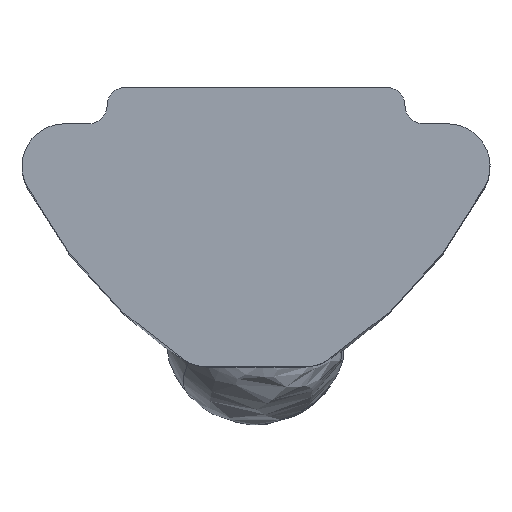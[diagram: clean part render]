
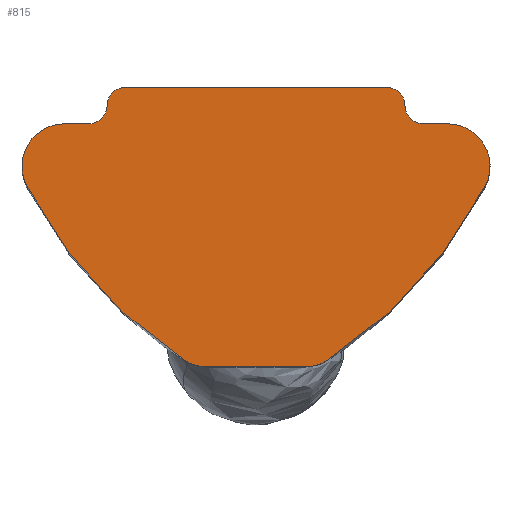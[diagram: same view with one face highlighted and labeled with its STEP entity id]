
A CAD part, top view. The second image highlights one B-rep face of the part: STEP entity #815.
In plain terms, the highlighted planar face has unit normal (0, 0, 1).
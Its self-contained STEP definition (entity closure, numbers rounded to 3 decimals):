
#10 = ORIENTED_EDGE ( 'NONE', *, *, #808, .T. ) ;
#19 = CARTESIAN_POINT ( 'NONE',  ( -2.15, 0., 12. ) ) ;
#60 = CARTESIAN_POINT ( 'NONE',  ( -3.15, -1.3, 12. ) ) ;
#83 = CARTESIAN_POINT ( 'NONE',  ( 3.15, -1.3, 12. ) ) ;
#92 = DIRECTION ( 'NONE',  ( 0., 0., -1. ) ) ;
#106 = CARTESIAN_POINT ( 'NONE',  ( 2.45, -0.6, 12. ) ) ;
#141 = CARTESIAN_POINT ( 'NONE',  ( 3.773, -1.62, 12. ) ) ;
#244 = DIRECTION ( 'NONE',  ( -1., 0., 0. ) ) ;
#269 = DIRECTION ( 'NONE',  ( -1., 0., 0. ) ) ;
#283 = ORIENTED_EDGE ( 'NONE', *, *, #1693, .F. ) ;
#290 = ORIENTED_EDGE ( 'NONE', *, *, #1476, .F. ) ;
#294 = DIRECTION ( 'NONE',  ( 0., 0., -1. ) ) ;
#322 = EDGE_CURVE ( 'NONE', #1287, #1350, #1567, .T. ) ;
#341 = VERTEX_POINT ( 'NONE', #547 ) ;
#346 = VERTEX_POINT ( 'NONE', #1945 ) ;
#372 = EDGE_CURVE ( 'NONE', #1603, #984, #2008, .T. ) ;
#377 = CARTESIAN_POINT ( 'NONE',  ( 0.799, -4.6, 12. ) ) ;
#412 = EDGE_CURVE ( 'NONE', #346, #1603, #475, .T. ) ;
#428 = CIRCLE ( 'NONE', #1887, 0.3 ) ;
#447 = LINE ( 'NONE', #2024, #786 ) ;
#449 = CARTESIAN_POINT ( 'NONE',  ( -2.899, 1.807, 12. ) ) ;
#470 = VERTEX_POINT ( 'NONE', #2106 ) ;
#475 = CIRCLE ( 'NONE', #1948, 0.7 ) ;
#477 = DIRECTION ( 'NONE',  ( 0., 0., -1. ) ) ;
#493 = VECTOR ( 'NONE', #976, 1000. ) ;
#506 = DIRECTION ( 'NONE',  ( 0., 0., -1. ) ) ;
#529 = DIRECTION ( 'NONE',  ( -1., 0., 0. ) ) ;
#534 = EDGE_LOOP ( 'NONE', ( #1879, #833, #290, #1331, #873, #556, #611, #1354, #1216, #10, #1440, #283, #1427, #1047, #2108 ) ) ;
#536 = EDGE_CURVE ( 'NONE', #714, #346, #447, .T. ) ;
#547 = CARTESIAN_POINT ( 'NONE',  ( -2.45, -0.3, 12. ) ) ;
#556 = ORIENTED_EDGE ( 'NONE', *, *, #1711, .F. ) ;
#576 = DIRECTION ( 'NONE',  ( 0., 0., -1. ) ) ;
#611 = ORIENTED_EDGE ( 'NONE', *, *, #2013, .T. ) ;
#612 = VERTEX_POINT ( 'NONE', #896 ) ;
#613 = DIRECTION ( 'NONE',  ( -1., 0., 0. ) ) ;
#615 = CARTESIAN_POINT ( 'NONE',  ( 0.799, -3.9, 12. ) ) ;
#618 = CARTESIAN_POINT ( 'NONE',  ( -1.179, -4.487, 12. ) ) ;
#660 = CARTESIAN_POINT ( 'NONE',  ( 2.75, -0.3, 12. ) ) ;
#714 = VERTEX_POINT ( 'NONE', #377 ) ;
#731 = DIRECTION ( 'NONE',  ( 0., 0., -1. ) ) ;
#740 = FACE_OUTER_BOUND ( 'NONE', #534, .T. ) ;
#754 = CIRCLE ( 'NONE', #779, 0.7 ) ;
#763 = VECTOR ( 'NONE', #777, 1000. ) ;
#777 = DIRECTION ( 'NONE',  ( -1., 0., 0. ) ) ;
#779 = AXIS2_PLACEMENT_3D ( 'NONE', #83, #1270, #269 ) ;
#786 = VECTOR ( 'NONE', #801, 1000. ) ;
#790 = DIRECTION ( 'NONE',  ( -1., 0., 0. ) ) ;
#801 = DIRECTION ( 'NONE',  ( -1., 0., 0. ) ) ;
#808 = EDGE_CURVE ( 'NONE', #612, #1350, #1168, .T. ) ;
#815 = ADVANCED_FACE ( 'NONE', ( #740 ), #1119, .F. ) ;
#833 = ORIENTED_EDGE ( 'NONE', *, *, #1572, .F. ) ;
#834 = DIRECTION ( 'NONE',  ( 1., 0., 0. ) ) ;
#869 = EDGE_CURVE ( 'NONE', #470, #926, #428, .T. ) ;
#873 = ORIENTED_EDGE ( 'NONE', *, *, #869, .T. ) ;
#882 = VECTOR ( 'NONE', #953, 1000. ) ;
#892 = AXIS2_PLACEMENT_3D ( 'NONE', #1106, #92, #1278 ) ;
#896 = CARTESIAN_POINT ( 'NONE',  ( -2.75, -0.6, 12. ) ) ;
#926 = VERTEX_POINT ( 'NONE', #1868 ) ;
#937 = CIRCLE ( 'NONE', #1696, 0.7 ) ;
#953 = DIRECTION ( 'NONE',  ( -1., 0., 0. ) ) ;
#958 = AXIS2_PLACEMENT_3D ( 'NONE', #60, #1254, #244 ) ;
#976 = DIRECTION ( 'NONE',  ( -1., 0., 0. ) ) ;
#984 = VERTEX_POINT ( 'NONE', #1121 ) ;
#986 = EDGE_CURVE ( 'NONE', #2042, #714, #937, .T. ) ;
#999 = EDGE_CURVE ( 'NONE', #1824, #470, #1347, .T. ) ;
#1014 = CARTESIAN_POINT ( 'NONE',  ( 2.899, 1.807, 12. ) ) ;
#1018 = CIRCLE ( 'NONE', #958, 0.7 ) ;
#1022 = CIRCLE ( 'NONE', #2049, 0.3 ) ;
#1038 = CARTESIAN_POINT ( 'NONE',  ( 2.15, 0., 12. ) ) ;
#1047 = ORIENTED_EDGE ( 'NONE', *, *, #412, .F. ) ;
#1077 = AXIS2_PLACEMENT_3D ( 'NONE', #1576, #576, #1749 ) ;
#1106 = CARTESIAN_POINT ( 'NONE',  ( -2.75, -0.3, 12. ) ) ;
#1119 = PLANE ( 'NONE',  #1335 ) ;
#1121 = CARTESIAN_POINT ( 'NONE',  ( -3.773, -1.62, 12. ) ) ;
#1122 = AXIS2_PLACEMENT_3D ( 'NONE', #449, #1613, #613 ) ;
#1168 = LINE ( 'NONE', #1927, #763 ) ;
#1216 = ORIENTED_EDGE ( 'NONE', *, *, #1545, .T. ) ;
#1217 = CARTESIAN_POINT ( 'NONE',  ( -0.799, -3.9, 12. ) ) ;
#1218 = CIRCLE ( 'NONE', #892, 0.3 ) ;
#1254 = DIRECTION ( 'NONE',  ( 0., 0., -1. ) ) ;
#1270 = DIRECTION ( 'NONE',  ( 0., 0., -1. ) ) ;
#1275 = VERTEX_POINT ( 'NONE', #1038 ) ;
#1276 = VERTEX_POINT ( 'NONE', #19 ) ;
#1278 = DIRECTION ( 'NONE',  ( 1., 0., 0. ) ) ;
#1287 = VERTEX_POINT ( 'NONE', #1404 ) ;
#1296 = CARTESIAN_POINT ( 'NONE',  ( 3.15, -1.3, 12. ) ) ;
#1321 = DIRECTION ( 'NONE',  ( 0., 0., -1. ) ) ;
#1326 = CARTESIAN_POINT ( 'NONE',  ( 1.179, -4.487, 12. ) ) ;
#1331 = ORIENTED_EDGE ( 'NONE', *, *, #999, .T. ) ;
#1335 = AXIS2_PLACEMENT_3D ( 'NONE', #1296, #294, #1462 ) ;
#1347 = LINE ( 'NONE', #106, #882 ) ;
#1350 = VERTEX_POINT ( 'NONE', #1554 ) ;
#1352 = EDGE_CURVE ( 'NONE', #341, #1276, #1022, .T. ) ;
#1354 = ORIENTED_EDGE ( 'NONE', *, *, #1352, .F. ) ;
#1404 = CARTESIAN_POINT ( 'NONE',  ( -3.85, -1.3, 12. ) ) ;
#1427 = ORIENTED_EDGE ( 'NONE', *, *, #372, .F. ) ;
#1440 = ORIENTED_EDGE ( 'NONE', *, *, #322, .F. ) ;
#1462 = DIRECTION ( 'NONE',  ( -1., 0., 0. ) ) ;
#1476 = EDGE_CURVE ( 'NONE', #1824, #2064, #754, .T. ) ;
#1545 = EDGE_CURVE ( 'NONE', #341, #612, #1218, .T. ) ;
#1554 = CARTESIAN_POINT ( 'NONE',  ( -3.15, -0.6, 12. ) ) ;
#1567 = CIRCLE ( 'NONE', #1695, 0.7 ) ;
#1572 = EDGE_CURVE ( 'NONE', #2064, #2042, #1653, .T. ) ;
#1576 = CARTESIAN_POINT ( 'NONE',  ( 2.15, -0.3, 12. ) ) ;
#1603 = VERTEX_POINT ( 'NONE', #618 ) ;
#1613 = DIRECTION ( 'NONE',  ( 0., 0., -1. ) ) ;
#1653 = CIRCLE ( 'NONE', #1122, 7.5 ) ;
#1670 = DIRECTION ( 'NONE',  ( -1., 0., 0. ) ) ;
#1693 = EDGE_CURVE ( 'NONE', #984, #1287, #1018, .T. ) ;
#1695 = AXIS2_PLACEMENT_3D ( 'NONE', #2070, #506, #529 ) ;
#1696 = AXIS2_PLACEMENT_3D ( 'NONE', #615, #1787, #790 ) ;
#1711 = EDGE_CURVE ( 'NONE', #1275, #926, #1858, .T. ) ;
#1737 = CARTESIAN_POINT ( 'NONE',  ( -2.15, -0.3, 12. ) ) ;
#1749 = DIRECTION ( 'NONE',  ( -1., 0., 0. ) ) ;
#1787 = DIRECTION ( 'NONE',  ( 0., 0., -1. ) ) ;
#1801 = AXIS2_PLACEMENT_3D ( 'NONE', #1014, #477, #1670 ) ;
#1820 = CARTESIAN_POINT ( 'NONE',  ( -2.45, 0., 12. ) ) ;
#1824 = VERTEX_POINT ( 'NONE', #1926 ) ;
#1837 = DIRECTION ( 'NONE',  ( 0., 0., -1. ) ) ;
#1858 = CIRCLE ( 'NONE', #1077, 0.3 ) ;
#1868 = CARTESIAN_POINT ( 'NONE',  ( 2.45, -0.3, 12. ) ) ;
#1879 = ORIENTED_EDGE ( 'NONE', *, *, #986, .F. ) ;
#1887 = AXIS2_PLACEMENT_3D ( 'NONE', #660, #1837, #834 ) ;
#1904 = DIRECTION ( 'NONE',  ( -1., 0., 0. ) ) ;
#1926 = CARTESIAN_POINT ( 'NONE',  ( 3.15, -0.6, 12. ) ) ;
#1927 = CARTESIAN_POINT ( 'NONE',  ( -2.45, -0.6, 12. ) ) ;
#1945 = CARTESIAN_POINT ( 'NONE',  ( -0.799, -4.6, 12. ) ) ;
#1948 = AXIS2_PLACEMENT_3D ( 'NONE', #1217, #1321, #1968 ) ;
#1968 = DIRECTION ( 'NONE',  ( -1., 0., 0. ) ) ;
#1981 = LINE ( 'NONE', #1820, #493 ) ;
#2008 = CIRCLE ( 'NONE', #1801, 7.5 ) ;
#2013 = EDGE_CURVE ( 'NONE', #1275, #1276, #1981, .T. ) ;
#2024 = CARTESIAN_POINT ( 'NONE',  ( 3.15, -4.6, 12. ) ) ;
#2042 = VERTEX_POINT ( 'NONE', #1326 ) ;
#2049 = AXIS2_PLACEMENT_3D ( 'NONE', #1737, #731, #1904 ) ;
#2064 = VERTEX_POINT ( 'NONE', #141 ) ;
#2070 = CARTESIAN_POINT ( 'NONE',  ( -3.15, -1.3, 12. ) ) ;
#2106 = CARTESIAN_POINT ( 'NONE',  ( 2.75, -0.6, 12. ) ) ;
#2108 = ORIENTED_EDGE ( 'NONE', *, *, #536, .F. ) ;
